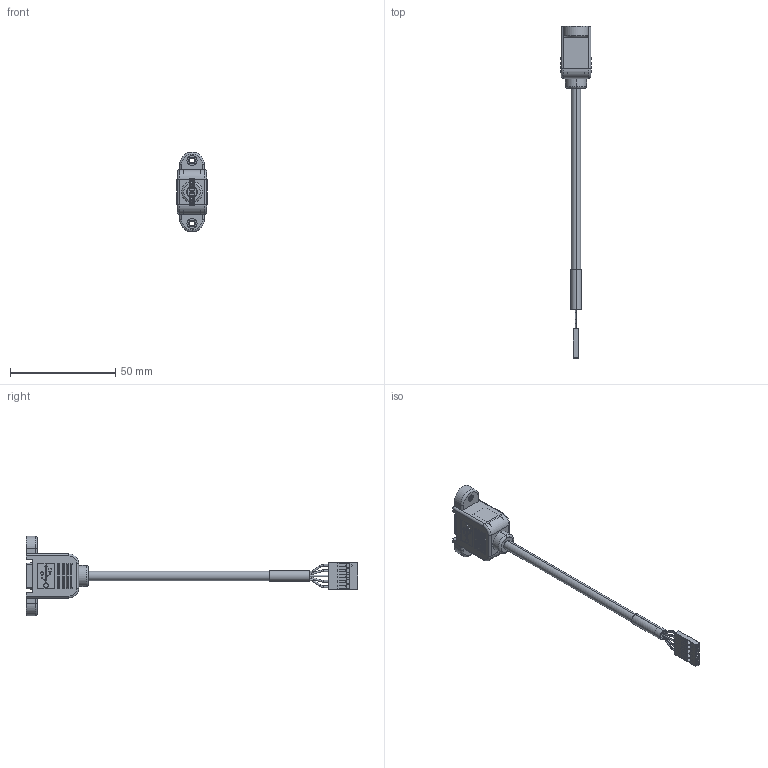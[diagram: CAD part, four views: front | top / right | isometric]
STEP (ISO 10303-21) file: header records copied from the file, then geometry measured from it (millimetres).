
FILE_DESCRIPTION (( 'STEP AP214' ), '1' );
FILE_NAME ('UPMB5.STEP', '2013-12-12T19:13:30', ( 'x' ), ( '' ), 'SwSTEP 2.0', 'SolidWorks 2012', '' );
FILE_SCHEMA (( 'AUTOMOTIVE_DESIGN' ));
Length unit declared in the file: inch
Products named in the file (9): 3AC01-003_for .180" O.D. cable; 1AA10-052; MTN-464_EC-COMM 12-12-13; 3AB06-071_with new logo; STKB-440-4; 1AA05-023 SUZHOU___; MTN-466; 1AL08-128_4" STRIPPED FOR 5 POS HOUSING; UPMB5
Assembly tree (9 placements, depth 3):
  UPMB5
    1AL08-128_4" STRIPPED FOR 5 POS HOUSING
    MTN-464_EC-COMM 12-12-13
      MTN-466
      1AA05-023 SUZHOU___
      STKB-440-4  x2
      3AB06-071_with new logo
    1AA10-052
    3AC01-003_for .180" O.D. cable
Bounding box: 14.73 x 158.01 x 38 mm (x, y, z)
Volume: 12528.7 mm3; surface area: 9494.1 mm2
Topology: 8 solids, 8 shells, 794 faces, 2009 edges, 1277 vertices
Faces by surface type: plane 455, cylinder 187, cone 56, torus 49, bspline 47
Entity records: 25629 total; most frequent: CARTESIAN_POINT 5738, ORIENTED_EDGE 3834, DIRECTION 3643, EDGE_CURVE 1917, VECTOR 1399, LINE 1399, VERTEX_POINT 1229, AXIS2_PLACEMENT_3D 1122
